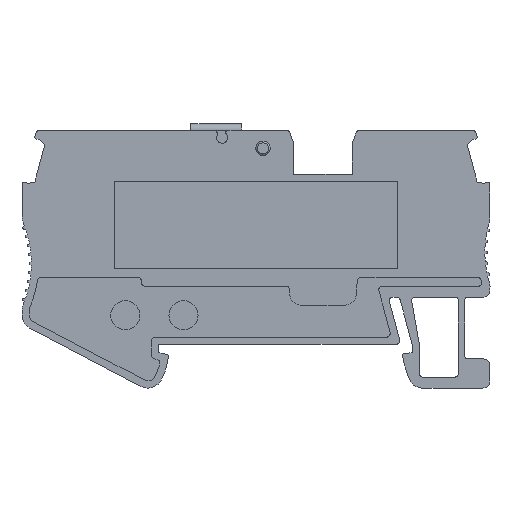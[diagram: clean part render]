
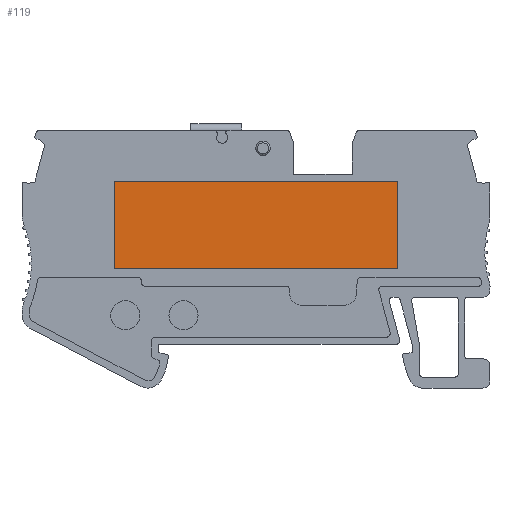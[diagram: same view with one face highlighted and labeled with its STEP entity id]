
A CAD part, left-side view. The second image highlights one B-rep face of the part: STEP entity #119.
In plain terms, the highlighted planar face has unit normal (-1, 0, 0).
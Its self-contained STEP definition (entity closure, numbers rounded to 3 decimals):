
#119=ADVANCED_FACE('',(#1345),#1347,.F.);
#1345=FACE_BOUND('',#1346,.T.);
#1346=EDGE_LOOP('',(#7236,#7237,#7238,#7239));
#1347=PLANE('',#1348);
#1348=AXIS2_PLACEMENT_3D('',#1349,#1350,#1351);
#1349=CARTESIAN_POINT('',(-6.1,-17.,28.9));
#1350=DIRECTION('',(1.,0.,0.));
#1351=DIRECTION('',(0.,1.,0.));
#7236=ORIENTED_EDGE('',*,*,#11210,.F.);
#7237=ORIENTED_EDGE('',*,*,#11211,.F.);
#7238=ORIENTED_EDGE('',*,*,#11212,.F.);
#7239=ORIENTED_EDGE('',*,*,#11213,.F.);
#11210=EDGE_CURVE('',#14074,#14075,#14076,.T.);
#11211=EDGE_CURVE('',#14077,#14074,#14078,.T.);
#11212=EDGE_CURVE('',#14079,#14077,#14080,.T.);
#11213=EDGE_CURVE('',#14075,#14079,#14081,.T.);
#14074=VERTEX_POINT('',#20629);
#14075=VERTEX_POINT('',#20630);
#14076=LINE('',#20631,#20632);
#14077=VERTEX_POINT('',#20634);
#14078=LINE('',#20635,#20636);
#14079=VERTEX_POINT('',#20638);
#14080=LINE('',#20639,#20640);
#14081=LINE('',#20642,#20643);
#20629=CARTESIAN_POINT('',(-6.1,-15.35,28.9));
#20630=CARTESIAN_POINT('',(-6.1,-15.35,16.9));
#20631=CARTESIAN_POINT('',(-6.1,-15.35,28.9));
#20632=VECTOR('',#20633,1.);
#20633=DIRECTION('',(0.,0.,-1.));
#20634=CARTESIAN_POINT('',(-6.1,23.65,28.9));
#20635=CARTESIAN_POINT('',(-6.1,23.65,28.9));
#20636=VECTOR('',#20637,1.);
#20637=DIRECTION('',(0.,-1.,0.));
#20638=CARTESIAN_POINT('',(-6.1,23.65,16.9));
#20639=CARTESIAN_POINT('',(-6.1,23.65,16.9));
#20640=VECTOR('',#20641,1.);
#20641=DIRECTION('',(0.,0.,1.));
#20642=CARTESIAN_POINT('',(-6.1,-15.35,16.9));
#20643=VECTOR('',#20644,1.);
#20644=DIRECTION('',(0.,1.,0.));
